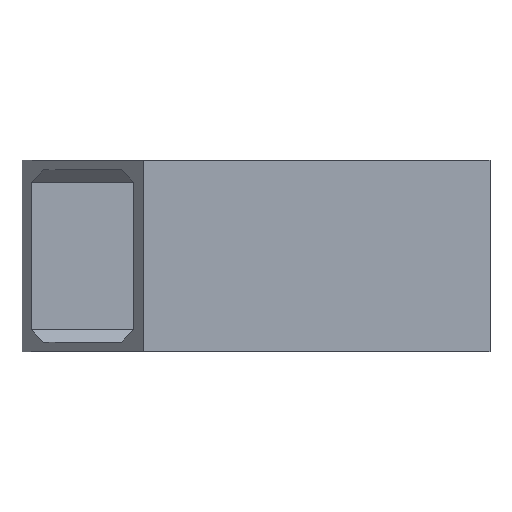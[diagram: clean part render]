
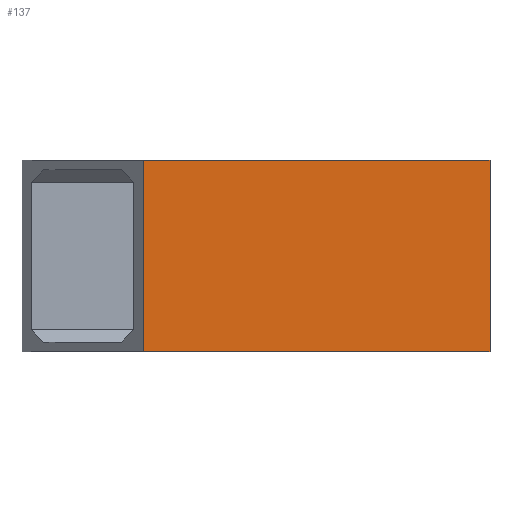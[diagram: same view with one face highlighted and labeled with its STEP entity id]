
A CAD part, top view. The second image highlights one B-rep face of the part: STEP entity #137.
In plain terms, the highlighted planar face has unit normal (0, 0, 1).
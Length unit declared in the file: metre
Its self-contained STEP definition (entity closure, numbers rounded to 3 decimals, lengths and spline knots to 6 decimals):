
#137 = ADVANCED_FACE( '', ( #280 ), #281, .F. );
#280 = FACE_OUTER_BOUND( '', #425, .T. );
#281 = PLANE( '', #426 );
#425 = EDGE_LOOP( '', ( #805, #806, #807, #808 ) );
#426 = AXIS2_PLACEMENT_3D( '', #809, #810, #811 );
#805 = ORIENTED_EDGE( '', *, *, #977, .F. );
#806 = ORIENTED_EDGE( '', *, *, #1065, .T. );
#807 = ORIENTED_EDGE( '', *, *, #1066, .T. );
#808 = ORIENTED_EDGE( '', *, *, #1011, .F. );
#809 = CARTESIAN_POINT( '', ( 0.09398, -0.007264, 0.012497 ) );
#810 = DIRECTION( '', ( 0., 0., -1. ) );
#811 = DIRECTION( '', ( -1., 0., 0. ) );
#977 = EDGE_CURVE( '', #1207, #1209, #1210, .T. );
#1011 = EDGE_CURVE( '', #1209, #1257, #1258, .T. );
#1065 = EDGE_CURVE( '', #1207, #1329, #1330, .T. );
#1066 = EDGE_CURVE( '', #1329, #1257, #1331, .T. );
#1207 = VERTEX_POINT( '', #1534 );
#1209 = VERTEX_POINT( '', #1537 );
#1210 = LINE( '', #1538, #1539 );
#1257 = VERTEX_POINT( '', #1611 );
#1258 = LINE( '', #1612, #1613 );
#1329 = VERTEX_POINT( '', #1721 );
#1330 = LINE( '', #1722, #1723 );
#1331 = LINE( '', #1724, #1725 );
#1534 = CARTESIAN_POINT( '', ( 0.09652, 0.019761, 0.012497 ) );
#1537 = CARTESIAN_POINT( '', ( 0.09652, -0.019761, 0.012497 ) );
#1538 = CARTESIAN_POINT( '', ( 0.09652, -0.007264, 0.012497 ) );
#1539 = VECTOR( '', #1805, 1. );
#1611 = CARTESIAN_POINT( '', ( 0.024994, -0.019761, 0.012497 ) );
#1612 = CARTESIAN_POINT( '', ( 0.09398, -0.019761, 0.012497 ) );
#1613 = VECTOR( '', #1831, 1. );
#1721 = CARTESIAN_POINT( '', ( 0.024994, 0.019761, 0.012497 ) );
#1722 = CARTESIAN_POINT( '', ( 0.09398, 0.019761, 0.012497 ) );
#1723 = VECTOR( '', #1869, 1. );
#1724 = CARTESIAN_POINT( '', ( 0.024994, -0.007264, 0.012497 ) );
#1725 = VECTOR( '', #1870, 1. );
#1805 = DIRECTION( '', ( 0., -1., 0. ) );
#1831 = DIRECTION( '', ( -1., 0., 0. ) );
#1869 = DIRECTION( '', ( -1., 0., 0. ) );
#1870 = DIRECTION( '', ( 0., -1., 0. ) );
